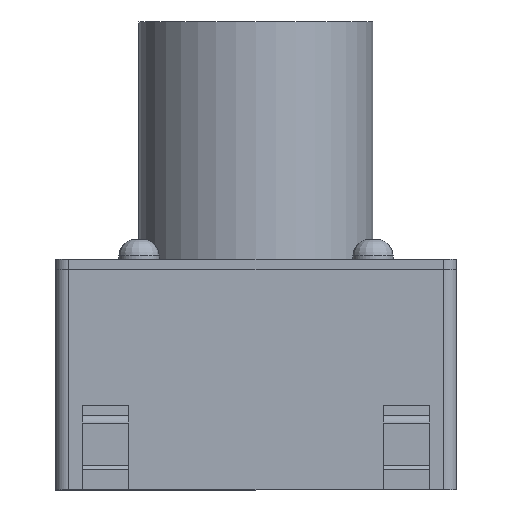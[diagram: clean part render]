
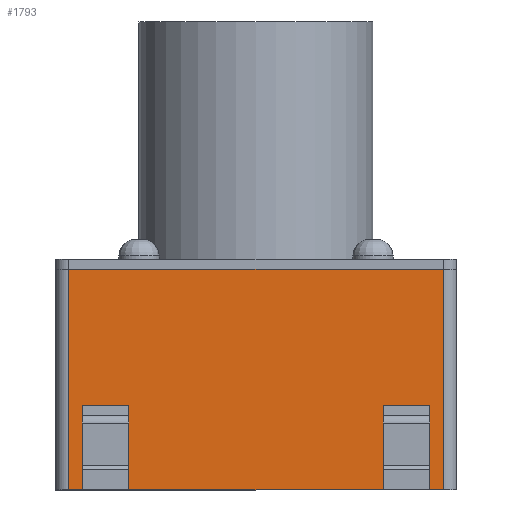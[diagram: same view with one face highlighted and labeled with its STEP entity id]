
A CAD part, left-side view. The second image highlights one B-rep face of the part: STEP entity #1793.
In plain terms, the highlighted planar face has unit normal (-1, 0, 0).
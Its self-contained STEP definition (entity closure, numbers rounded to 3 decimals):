
#14=FACE_BOUND('',#657,.T.);
#15=FACE_BOUND('',#658,.T.);
#207=LINE('',#2797,#388);
#209=LINE('',#2801,#390);
#211=LINE('',#2805,#392);
#213=LINE('',#2808,#394);
#215=LINE('',#2813,#396);
#217=LINE('',#2817,#398);
#219=LINE('',#2821,#400);
#221=LINE('',#2824,#402);
#239=LINE('',#3137,#420);
#240=LINE('',#3140,#421);
#241=LINE('',#3142,#422);
#242=LINE('',#3143,#423);
#388=VECTOR('',#2281,1.);
#390=VECTOR('',#2285,1.);
#392=VECTOR('',#2289,1.);
#394=VECTOR('',#2293,1.);
#396=VECTOR('',#2297,1.);
#398=VECTOR('',#2301,1.);
#400=VECTOR('',#2305,1.);
#402=VECTOR('',#2309,1.);
#420=VECTOR('',#2373,1.);
#421=VECTOR('',#2376,1.);
#422=VECTOR('',#2377,1.);
#423=VECTOR('',#2378,1.);
#560=FACE_OUTER_BOUND('',#656,.T.);
#656=EDGE_LOOP('',(#1521,#1522,#1523,#1524));
#657=EDGE_LOOP('',(#1525,#1526,#1527,#1528));
#658=EDGE_LOOP('',(#1529,#1530,#1531,#1532));
#861=VERTEX_POINT('',#2794);
#862=VERTEX_POINT('',#2796);
#863=VERTEX_POINT('',#2800);
#864=VERTEX_POINT('',#2804);
#865=VERTEX_POINT('',#2810);
#866=VERTEX_POINT('',#2812);
#867=VERTEX_POINT('',#2816);
#868=VERTEX_POINT('',#2820);
#886=VERTEX_POINT('',#3131);
#888=VERTEX_POINT('',#3135);
#889=VERTEX_POINT('',#3139);
#890=VERTEX_POINT('',#3141);
#1065=EDGE_CURVE('',#862,#861,#207,.T.);
#1067=EDGE_CURVE('',#862,#863,#209,.T.);
#1069=EDGE_CURVE('',#863,#864,#211,.T.);
#1071=EDGE_CURVE('',#861,#864,#213,.T.);
#1073=EDGE_CURVE('',#865,#866,#215,.T.);
#1075=EDGE_CURVE('',#866,#867,#217,.T.);
#1077=EDGE_CURVE('',#868,#867,#219,.T.);
#1079=EDGE_CURVE('',#865,#868,#221,.T.);
#1111=EDGE_CURVE('',#886,#888,#239,.T.);
#1112=EDGE_CURVE('',#889,#886,#240,.T.);
#1113=EDGE_CURVE('',#890,#888,#241,.T.);
#1114=EDGE_CURVE('',#889,#890,#242,.T.);
#1521=ORIENTED_EDGE('',*,*,#1112,.T.);
#1522=ORIENTED_EDGE('',*,*,#1111,.T.);
#1523=ORIENTED_EDGE('',*,*,#1113,.F.);
#1524=ORIENTED_EDGE('',*,*,#1114,.F.);
#1525=ORIENTED_EDGE('',*,*,#1079,.T.);
#1526=ORIENTED_EDGE('',*,*,#1077,.T.);
#1527=ORIENTED_EDGE('',*,*,#1075,.F.);
#1528=ORIENTED_EDGE('',*,*,#1073,.F.);
#1529=ORIENTED_EDGE('',*,*,#1071,.T.);
#1530=ORIENTED_EDGE('',*,*,#1069,.F.);
#1531=ORIENTED_EDGE('',*,*,#1067,.F.);
#1532=ORIENTED_EDGE('',*,*,#1065,.T.);
#1708=PLANE('',#1951);
#1793=ADVANCED_FACE('',(#560,#14,#15),#1708,.F.);
#1951=AXIS2_PLACEMENT_3D('',#3138,#2374,#2375);
#2281=DIRECTION('',(0.,0.,1.));
#2285=DIRECTION('',(0.,-1.,0.));
#2289=DIRECTION('',(0.,0.,1.));
#2293=DIRECTION('',(0.,-1.,0.));
#2297=DIRECTION('',(0.,-1.,0.));
#2301=DIRECTION('',(0.,0.,1.));
#2305=DIRECTION('',(0.,-1.,0.));
#2309=DIRECTION('',(0.,0.,1.));
#2373=DIRECTION('',(0.,0.,1.));
#2374=DIRECTION('center_axis',(1.,0.,0.));
#2375=DIRECTION('ref_axis',(0.,-1.,0.));
#2376=DIRECTION('',(0.,-1.,0.));
#2377=DIRECTION('',(0.,-1.,0.));
#2378=DIRECTION('',(0.,0.,1.));
#2794=CARTESIAN_POINT('',(-3.,-1.9,1.27));
#2796=CARTESIAN_POINT('',(-3.,-1.9,0.97));
#2797=CARTESIAN_POINT('',(-3.,-1.9,0.97));
#2800=CARTESIAN_POINT('',(-3.,-2.6,0.97));
#2801=CARTESIAN_POINT('',(-3.,-1.9,0.97));
#2804=CARTESIAN_POINT('',(-3.,-2.6,1.27));
#2805=CARTESIAN_POINT('',(-3.,-2.6,0.97));
#2808=CARTESIAN_POINT('',(-3.,-1.9,1.27));
#2810=CARTESIAN_POINT('',(-3.,2.6,0.97));
#2812=CARTESIAN_POINT('',(-3.,1.9,0.97));
#2813=CARTESIAN_POINT('',(-3.,2.6,0.97));
#2816=CARTESIAN_POINT('',(-3.,1.9,1.27));
#2817=CARTESIAN_POINT('',(-3.,1.9,0.97));
#2820=CARTESIAN_POINT('',(-3.,2.6,1.27));
#2821=CARTESIAN_POINT('',(-3.,2.6,1.27));
#2824=CARTESIAN_POINT('',(-3.,2.6,0.97));
#3131=CARTESIAN_POINT('',(-3.,-2.8,0.));
#3135=CARTESIAN_POINT('',(-3.,-2.8,3.3));
#3137=CARTESIAN_POINT('',(-3.,-2.8,0.));
#3138=CARTESIAN_POINT('Origin',(-3.,3.,0.));
#3139=CARTESIAN_POINT('',(-3.,2.8,0.));
#3140=CARTESIAN_POINT('',(-3.,3.,0.));
#3141=CARTESIAN_POINT('',(-3.,2.8,3.3));
#3142=CARTESIAN_POINT('',(-3.,3.,3.3));
#3143=CARTESIAN_POINT('',(-3.,2.8,0.));
